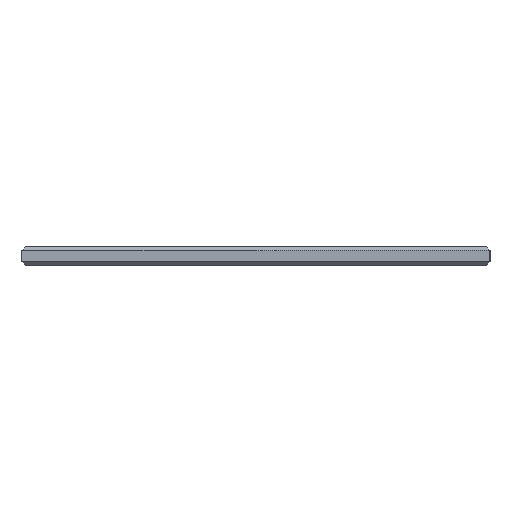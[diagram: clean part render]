
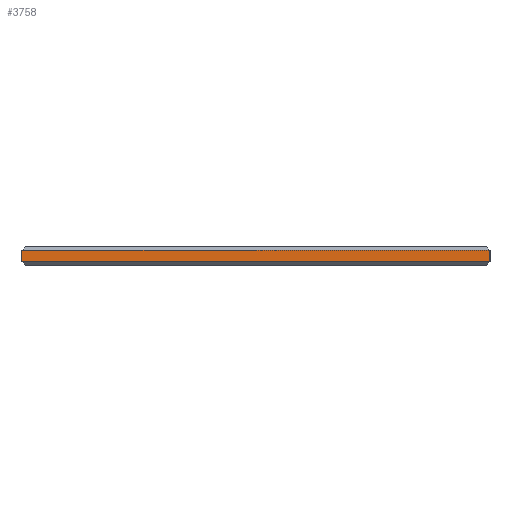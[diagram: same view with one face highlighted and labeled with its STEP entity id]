
A CAD part, left-side view. The second image highlights one B-rep face of the part: STEP entity #3758.
In plain terms, the highlighted planar face has unit normal (-1, 0, 0).
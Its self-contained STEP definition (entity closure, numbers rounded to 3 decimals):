
#264 = CARTESIAN_POINT ( 'NONE',  ( -18., 12.5, 0.3 ) ) ;
#342 = EDGE_CURVE ( 'NONE', #4127, #4101, #2749, .T. ) ;
#443 = EDGE_CURVE ( 'NONE', #4101, #5733, #3985, .T. ) ;
#577 = CARTESIAN_POINT ( 'NONE',  ( -18., 12.5, 0.5 ) ) ;
#908 = CARTESIAN_POINT ( 'NONE',  ( -18., -12.5, -0.3 ) ) ;
#987 = VECTOR ( 'NONE', #5199, 1000. ) ;
#1092 = PLANE ( 'NONE',  #6117 ) ;
#1094 = ORIENTED_EDGE ( 'NONE', *, *, #1999, .T. ) ;
#1152 = ORIENTED_EDGE ( 'NONE', *, *, #342, .T. ) ;
#1372 = DIRECTION ( 'NONE',  ( 0., -1., 0. ) ) ;
#1999 = EDGE_CURVE ( 'NONE', #5733, #6877, #5155, .T. ) ;
#2003 = ORIENTED_EDGE ( 'NONE', *, *, #4749, .F. ) ;
#2122 = VECTOR ( 'NONE', #6192, 1000. ) ;
#2130 = FACE_OUTER_BOUND ( 'NONE', #2347, .T. ) ;
#2195 = DIRECTION ( 'NONE',  ( 0., 0., -1. ) ) ;
#2347 = EDGE_LOOP ( 'NONE', ( #5991, #1094, #2003, #1152 ) ) ;
#2749 = LINE ( 'NONE', #264, #6862 ) ;
#2908 = CARTESIAN_POINT ( 'NONE',  ( -18., -12.5, 0.3 ) ) ;
#2990 = CARTESIAN_POINT ( 'NONE',  ( -18., -12.5, 0.5 ) ) ;
#3389 = CARTESIAN_POINT ( 'NONE',  ( -18., 12.5, -0.3 ) ) ;
#3450 = DIRECTION ( 'NONE',  ( 0., 1., 0. ) ) ;
#3758 = ADVANCED_FACE ( 'NONE', ( #2130 ), #1092, .F. ) ;
#3985 = LINE ( 'NONE', #4154, #987 ) ;
#4101 = VERTEX_POINT ( 'NONE', #5043 ) ;
#4127 = VERTEX_POINT ( 'NONE', #2908 ) ;
#4154 = CARTESIAN_POINT ( 'NONE',  ( -18., 12.5, 0.5 ) ) ;
#4749 = EDGE_CURVE ( 'NONE', #4127, #6877, #6380, .T. ) ;
#4828 = VECTOR ( 'NONE', #1372, 1000. ) ;
#5043 = CARTESIAN_POINT ( 'NONE',  ( -18., 12.5, 0.3 ) ) ;
#5155 = LINE ( 'NONE', #6175, #4828 ) ;
#5199 = DIRECTION ( 'NONE',  ( 0., 0., -1. ) ) ;
#5391 = DIRECTION ( 'NONE',  ( 1., 0., 0. ) ) ;
#5733 = VERTEX_POINT ( 'NONE', #3389 ) ;
#5991 = ORIENTED_EDGE ( 'NONE', *, *, #443, .T. ) ;
#6117 = AXIS2_PLACEMENT_3D ( 'NONE', #577, #5391, #2195 ) ;
#6175 = CARTESIAN_POINT ( 'NONE',  ( -18., 12.5, -0.3 ) ) ;
#6192 = DIRECTION ( 'NONE',  ( 0., 0., -1. ) ) ;
#6380 = LINE ( 'NONE', #2990, #2122 ) ;
#6862 = VECTOR ( 'NONE', #3450, 1000. ) ;
#6877 = VERTEX_POINT ( 'NONE', #908 ) ;
